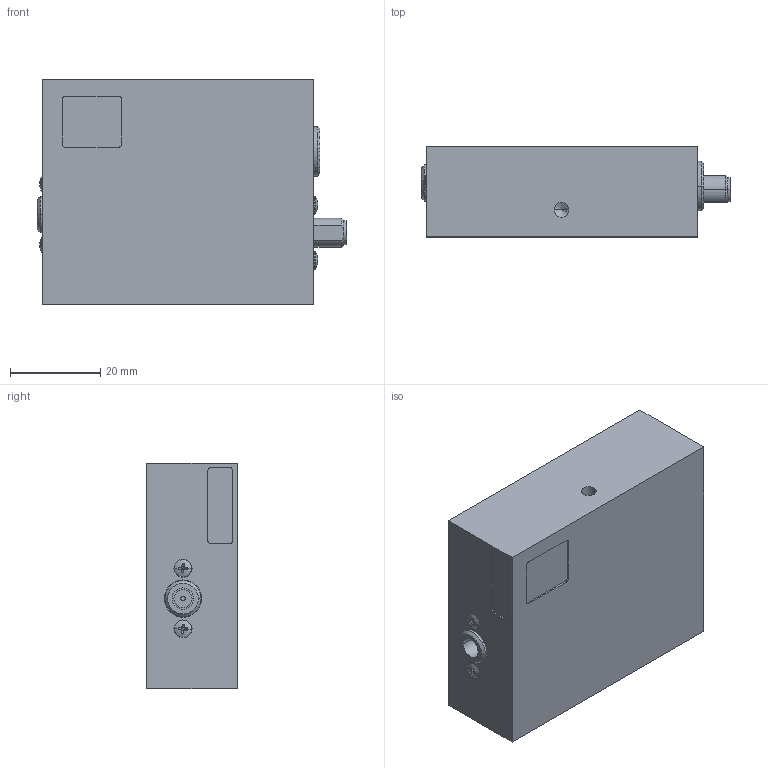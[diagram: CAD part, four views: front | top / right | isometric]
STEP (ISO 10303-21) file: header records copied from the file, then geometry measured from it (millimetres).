
FILE_DESCRIPTION (( 'STEP AP214' ), '1' );
FILE_NAME ('FPD310-FS-NIR_170721.STEP', '2017-07-21T13:19:29', ( '' ), ( '' ), 'SwSTEP 2.0', 'SolidWorks 2016', '' );
FILE_SCHEMA (( 'AUTOMOTIVE_DESIGN' ));
Length unit declared in the file: millimetre
Products named in the file (1): FPD310-FS-NIR_170721
Bounding box: 68.4 x 20 x 50 mm (x, y, z)
Volume: 38515.5 mm3; surface area: 28247.8 mm2
Topology: 22 solids, 22 shells, 1069 faces, 2538 edges, 1505 vertices
Faces by surface type: plane 457, cylinder 288, cone 276, torus 40, sphere 8
Entity records: 42330 total; most frequent: CARTESIAN_POINT 5579, DIRECTION 5504, ORIENTED_EDGE 4940, EDGE_CURVE 2470, AXIS2_PLACEMENT_3D 2140, VERTEX_POINT 1505, VECTOR 1224, LINE 1224
